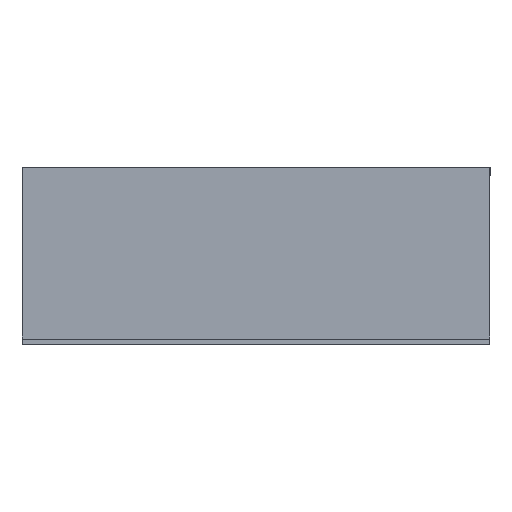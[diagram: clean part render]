
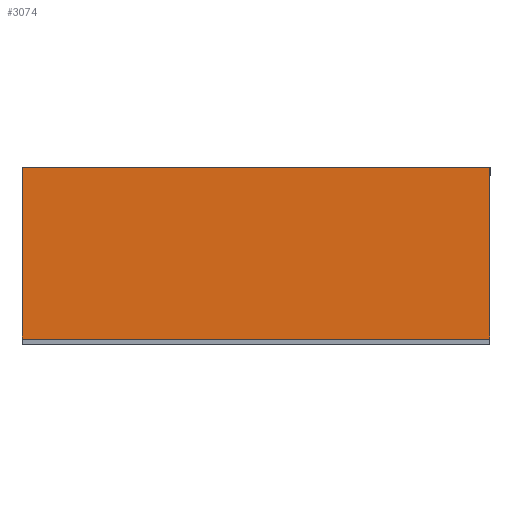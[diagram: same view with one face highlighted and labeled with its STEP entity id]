
A CAD part, front view. The second image highlights one B-rep face of the part: STEP entity #3074.
In plain terms, the highlighted face is planar.
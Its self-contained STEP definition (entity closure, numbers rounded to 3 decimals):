
#59 = DIRECTION ( 'NONE',  ( 0., -1., 0. ) ) ;
#130 = DIRECTION ( 'NONE',  ( 0., -1., 0. ) ) ;
#149 = LINE ( 'NONE', #3700, #2462 ) ;
#162 = LINE ( 'NONE', #3340, #3311 ) ;
#379 = VECTOR ( 'NONE', #59, 1000. ) ;
#401 = CARTESIAN_POINT ( 'NONE',  ( 3., 100., 265. ) ) ;
#428 = EDGE_CURVE ( 'NONE', #3073, #1274, #162, .T. ) ;
#442 = ORIENTED_EDGE ( 'NONE', *, *, #1941, .T. ) ;
#494 = VECTOR ( 'NONE', #130, 1000. ) ;
#616 = CARTESIAN_POINT ( 'NONE',  ( 3., 100., -265. ) ) ;
#707 = DIRECTION ( 'NONE',  ( 1., 0., 0. ) ) ;
#804 = FACE_OUTER_BOUND ( 'NONE', #2582, .T. ) ;
#1028 = LINE ( 'NONE', #3590, #494 ) ;
#1152 = ORIENTED_EDGE ( 'NONE', *, *, #2118, .F. ) ;
#1171 = LINE ( 'NONE', #616, #379 ) ;
#1265 = VERTEX_POINT ( 'NONE', #401 ) ;
#1274 = VERTEX_POINT ( 'NONE', #1571 ) ;
#1568 = ORIENTED_EDGE ( 'NONE', *, *, #428, .F. ) ;
#1571 = CARTESIAN_POINT ( 'NONE',  ( 3., -94., 265. ) ) ;
#1674 = CARTESIAN_POINT ( 'NONE',  ( 3., 0., 0. ) ) ;
#1772 = AXIS2_PLACEMENT_3D ( 'NONE', #1674, #707, #2244 ) ;
#1815 = ORIENTED_EDGE ( 'NONE', *, *, #2619, .F. ) ;
#1941 = EDGE_CURVE ( 'NONE', #1265, #1274, #1028, .T. ) ;
#1997 = VERTEX_POINT ( 'NONE', #3302 ) ;
#2118 = EDGE_CURVE ( 'NONE', #1265, #1997, #149, .T. ) ;
#2244 = DIRECTION ( 'NONE',  ( 0., 0., -1. ) ) ;
#2462 = VECTOR ( 'NONE', #3442, 1000. ) ;
#2530 = PLANE ( 'NONE',  #1772 ) ;
#2582 = EDGE_LOOP ( 'NONE', ( #1568, #1815, #1152, #442 ) ) ;
#2619 = EDGE_CURVE ( 'NONE', #1997, #3073, #1171, .T. ) ;
#3073 = VERTEX_POINT ( 'NONE', #3734 ) ;
#3074 = ADVANCED_FACE ( 'NONE', ( #804 ), #2530, .T. ) ;
#3302 = CARTESIAN_POINT ( 'NONE',  ( 3., 100., -265. ) ) ;
#3311 = VECTOR ( 'NONE', #3588, 1000. ) ;
#3340 = CARTESIAN_POINT ( 'NONE',  ( 3., -94., 265. ) ) ;
#3442 = DIRECTION ( 'NONE',  ( 0., 0., -1. ) ) ;
#3588 = DIRECTION ( 'NONE',  ( 0., 0., 1. ) ) ;
#3590 = CARTESIAN_POINT ( 'NONE',  ( 3., 100., 265. ) ) ;
#3700 = CARTESIAN_POINT ( 'NONE',  ( 3., 100., 265. ) ) ;
#3734 = CARTESIAN_POINT ( 'NONE',  ( 3., -94., -265. ) ) ;
